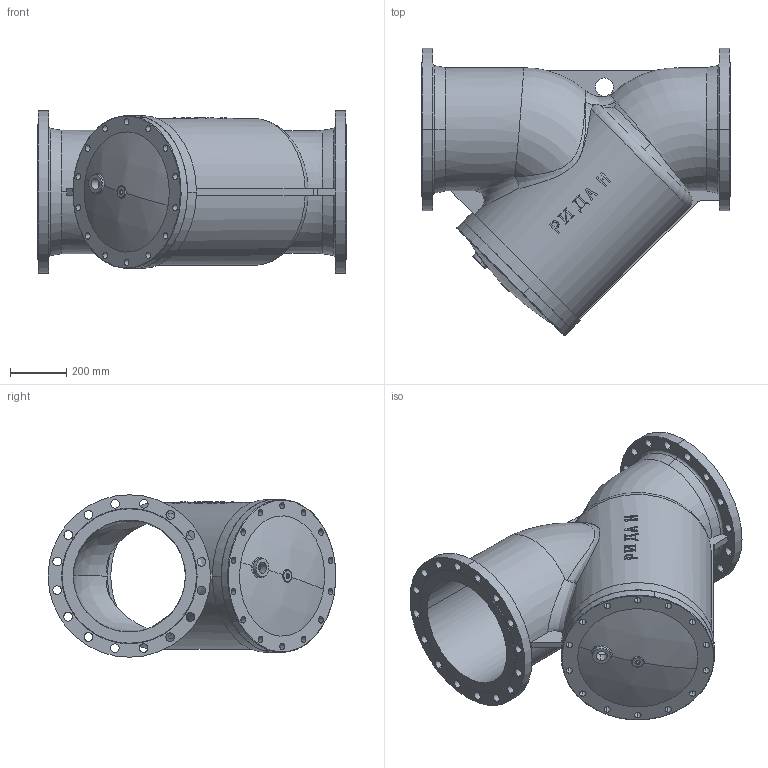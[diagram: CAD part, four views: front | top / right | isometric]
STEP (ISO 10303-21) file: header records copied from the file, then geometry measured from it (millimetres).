
FILE_DESCRIPTION (( 'STEP AP214' ), '1' );
FILE_NAME ('德标过滤器400装配体1.STEP', '2023-04-12T02:04:25', ( '' ), ( '' ), 'SwSTEP 2.0', 'SolidWorks 2023', '' );
FILE_SCHEMA (( 'AUTOMOTIVE_DESIGN' ));
Length unit declared in the file: millimetre
Products named in the file (3): 400阀体 ; 400阀盖; 德标过滤器400装配体1
Assembly tree (2 placements, depth 2):
  德标过滤器400装配体1
    400阀体 
    400阀盖
Bounding box: 1100 x 1027.13 x 580 mm (x, y, z)
Volume: 58009564.7 mm3; surface area: 5377364.1 mm2
Topology: 2 solids, 2 shells, 384 faces, 1027 edges, 651 vertices
Faces by surface type: cylinder 165, bspline 122, cone 45, plane 29, torus 17, sphere 6
Entity records: 58619 total; most frequent: CARTESIAN_POINT 49679, ORIENTED_EDGE 1994, DIRECTION 1542, EDGE_CURVE 997, VERTEX_POINT 651, AXIS2_PLACEMENT_3D 649, EDGE_LOOP 518, FACE_OUTER_BOUND 384
